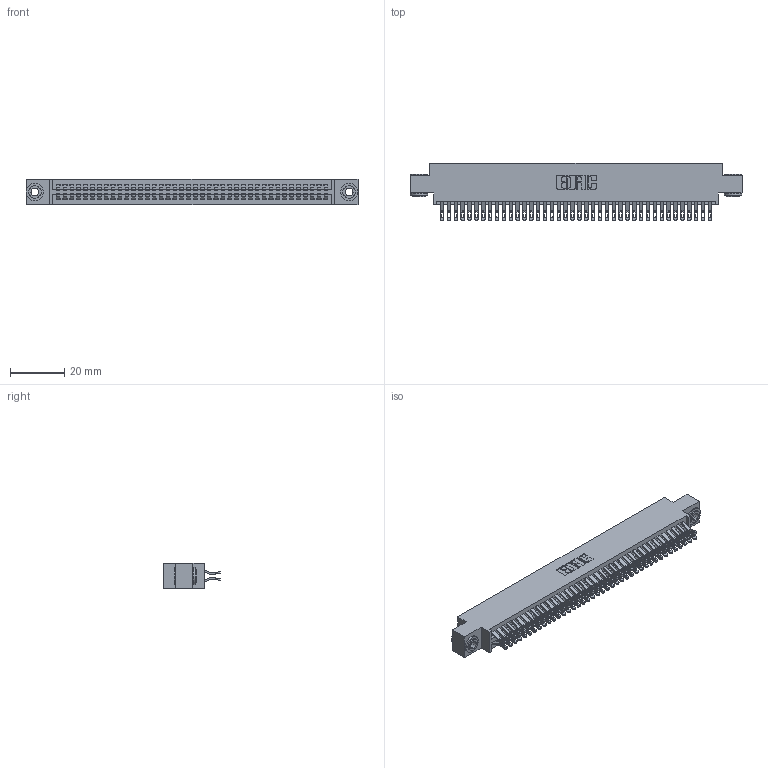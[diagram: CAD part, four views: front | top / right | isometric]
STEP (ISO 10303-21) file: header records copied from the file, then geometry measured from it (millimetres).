
FILE_DESCRIPTION (( 'STEP AP203' ), '1' );
FILE_NAME ('345-080-555-803.STEP', '2019-10-31T20:11:20', ( '' ), ( '' ), 'SwSTEP 2.0', 'SolidWorks 2016', '' );
FILE_SCHEMA (( 'CONFIG_CONTROL_DESIGN' ));
Length unit declared in the file: inch
Products named in the file (4): 345-292-001_555 Tail; 345 Part_0.170 Offset - 0.156 Dia-TH; 345-080-555-803; 345-250-002_345-250-002-102
Assembly tree (83 placements, depth 2):
  345-080-555-803
    345 Part_0.170 Offset - 0.156 Dia-TH
    345-292-001_555 Tail  x80
    345-250-002_345-250-002-102  x2
Bounding box: 122.81 x 21.13 x 9.4 mm (x, y, z)
Volume: 12049.3 mm3; surface area: 18927.6 mm2
Topology: 83 solids, 83 shells, 4648 faces, 14589 edges, 9722 vertices
Faces by surface type: plane 2574, cylinder 2066, cone 8
Entity records: 32762 total; most frequent: CARTESIAN_POINT 5505, ORIENTED_EDGE 5402, DIRECTION 4855, EDGE_CURVE 2701, VECTOR 2365, LINE 2365, VERTEX_POINT 1798, AXIS2_PLACEMENT_3D 1245
